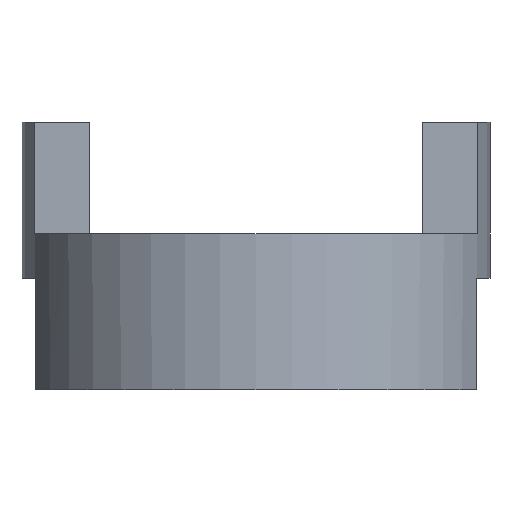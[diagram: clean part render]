
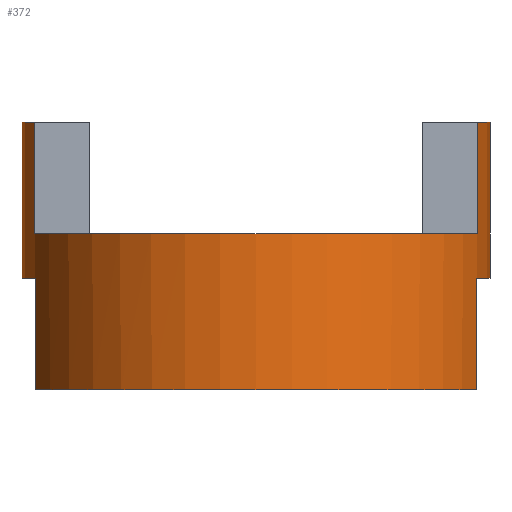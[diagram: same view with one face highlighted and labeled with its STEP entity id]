
A CAD part, left-side view. The second image highlights one B-rep face of the part: STEP entity #372.
In plain terms, the highlighted cylindrical face has radius 5.25 mm (diameter 10.5 mm), a full revolution.
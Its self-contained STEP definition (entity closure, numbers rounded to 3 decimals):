
#16=CYLINDRICAL_SURFACE('',#424,5.25);
#17=CIRCLE('',#390,5.25);
#19=CIRCLE('',#395,5.25);
#20=CIRCLE('',#396,5.25);
#23=CIRCLE('',#400,5.25);
#26=CIRCLE('',#404,5.25);
#32=CIRCLE('',#414,5.25);
#33=CIRCLE('',#418,5.25);
#34=CIRCLE('',#420,5.25);
#35=CIRCLE('',#422,5.25);
#36=CIRCLE('',#423,5.25);
#54=FACE_OUTER_BOUND('',#72,.T.);
#72=EDGE_LOOP('',(#319,#320,#321,#322,#323,#324,#325,#326,#327,#328,#329,
#330,#331,#332,#333,#334,#335,#336,#337,#338));
#76=LINE('',#546,#110);
#78=LINE('',#552,#112);
#84=LINE('',#567,#118);
#86=LINE('',#573,#120);
#96=LINE('',#615,#130);
#98=LINE('',#620,#132);
#102=LINE('',#629,#136);
#104=LINE('',#634,#138);
#106=LINE('',#645,#140);
#110=VECTOR('',#432,10.);
#112=VECTOR('',#436,10.);
#118=VECTOR('',#450,10.);
#120=VECTOR('',#454,10.);
#130=VECTOR('',#500,10.);
#132=VECTOR('',#504,10.);
#136=VECTOR('',#514,10.);
#138=VECTOR('',#518,10.);
#140=VECTOR('',#536,5.25);
#142=VERTEX_POINT('',#540);
#144=VERTEX_POINT('',#544);
#145=VERTEX_POINT('',#548);
#147=VERTEX_POINT('',#551);
#150=VERTEX_POINT('',#561);
#152=VERTEX_POINT('',#565);
#153=VERTEX_POINT('',#569);
#155=VERTEX_POINT('',#572);
#157=VERTEX_POINT('',#578);
#168=VERTEX_POINT('',#611);
#169=VERTEX_POINT('',#613);
#170=VERTEX_POINT('',#617);
#171=VERTEX_POINT('',#619);
#172=VERTEX_POINT('',#625);
#173=VERTEX_POINT('',#627);
#174=VERTEX_POINT('',#631);
#175=VERTEX_POINT('',#633);
#176=VERTEX_POINT('',#641);
#180=EDGE_CURVE('',#142,#144,#76,.T.);
#182=EDGE_CURVE('',#147,#145,#78,.T.);
#185=EDGE_CURVE('',#144,#147,#17,.T.);
#190=EDGE_CURVE('',#150,#152,#84,.T.);
#192=EDGE_CURVE('',#155,#153,#86,.T.);
#195=EDGE_CURVE('',#157,#155,#19,.T.);
#196=EDGE_CURVE('',#152,#157,#20,.T.);
#199=EDGE_CURVE('',#142,#153,#23,.T.);
#202=EDGE_CURVE('',#150,#145,#26,.T.);
#215=EDGE_CURVE('',#168,#169,#96,.T.);
#217=EDGE_CURVE('',#171,#170,#98,.T.);
#219=EDGE_CURVE('',#169,#171,#32,.T.);
#222=EDGE_CURVE('',#172,#173,#102,.T.);
#224=EDGE_CURVE('',#175,#174,#104,.T.);
#226=EDGE_CURVE('',#173,#175,#33,.T.);
#227=EDGE_CURVE('',#174,#168,#34,.T.);
#228=EDGE_CURVE('',#176,#172,#35,.T.);
#229=EDGE_CURVE('',#170,#176,#36,.T.);
#230=EDGE_CURVE('',#157,#176,#106,.T.);
#319=ORIENTED_EDGE('',*,*,#182,.T.);
#320=ORIENTED_EDGE('',*,*,#202,.F.);
#321=ORIENTED_EDGE('',*,*,#190,.T.);
#322=ORIENTED_EDGE('',*,*,#196,.T.);
#323=ORIENTED_EDGE('',*,*,#230,.T.);
#324=ORIENTED_EDGE('',*,*,#228,.T.);
#325=ORIENTED_EDGE('',*,*,#222,.T.);
#326=ORIENTED_EDGE('',*,*,#226,.T.);
#327=ORIENTED_EDGE('',*,*,#224,.T.);
#328=ORIENTED_EDGE('',*,*,#227,.T.);
#329=ORIENTED_EDGE('',*,*,#215,.T.);
#330=ORIENTED_EDGE('',*,*,#219,.T.);
#331=ORIENTED_EDGE('',*,*,#217,.T.);
#332=ORIENTED_EDGE('',*,*,#229,.T.);
#333=ORIENTED_EDGE('',*,*,#230,.F.);
#334=ORIENTED_EDGE('',*,*,#195,.T.);
#335=ORIENTED_EDGE('',*,*,#192,.T.);
#336=ORIENTED_EDGE('',*,*,#199,.F.);
#337=ORIENTED_EDGE('',*,*,#180,.T.);
#338=ORIENTED_EDGE('',*,*,#185,.T.);
#372=ADVANCED_FACE('',(#54),#16,.T.);
#390=AXIS2_PLACEMENT_3D('',#557,#441,#442);
#395=AXIS2_PLACEMENT_3D('',#579,#459,#460);
#396=AXIS2_PLACEMENT_3D('',#580,#461,#462);
#400=AXIS2_PLACEMENT_3D('',#585,#469,#470);
#404=AXIS2_PLACEMENT_3D('',#589,#477,#478);
#414=AXIS2_PLACEMENT_3D('',#623,#508,#509);
#418=AXIS2_PLACEMENT_3D('',#637,#522,#523);
#420=AXIS2_PLACEMENT_3D('',#639,#526,#527);
#422=AXIS2_PLACEMENT_3D('',#642,#530,#531);
#423=AXIS2_PLACEMENT_3D('',#643,#532,#533);
#424=AXIS2_PLACEMENT_3D('',#644,#534,#535);
#432=DIRECTION('',(0.,0.,-1.));
#436=DIRECTION('',(0.,0.,1.));
#441=DIRECTION('center_axis',(0.,0.,-1.));
#442=DIRECTION('ref_axis',(1.,0.,0.));
#450=DIRECTION('',(0.,0.,-1.));
#454=DIRECTION('',(0.,0.,1.));
#459=DIRECTION('center_axis',(0.,0.,-1.));
#460=DIRECTION('ref_axis',(1.,0.,0.));
#461=DIRECTION('center_axis',(0.,0.,-1.));
#462=DIRECTION('ref_axis',(1.,0.,0.));
#469=DIRECTION('center_axis',(0.,0.,1.));
#470=DIRECTION('ref_axis',(1.,0.,0.));
#477=DIRECTION('center_axis',(0.,0.,1.));
#478=DIRECTION('ref_axis',(1.,0.,0.));
#500=DIRECTION('',(0.,0.,1.));
#504=DIRECTION('',(0.,0.,-1.));
#508=DIRECTION('center_axis',(0.,0.,1.));
#509=DIRECTION('ref_axis',(1.,0.,0.));
#514=DIRECTION('',(0.,0.,1.));
#518=DIRECTION('',(0.,0.,-1.));
#522=DIRECTION('center_axis',(0.,0.,1.));
#523=DIRECTION('ref_axis',(1.,0.,0.));
#526=DIRECTION('center_axis',(0.,0.,1.));
#527=DIRECTION('ref_axis',(1.,0.,0.));
#530=DIRECTION('center_axis',(0.,0.,1.));
#531=DIRECTION('ref_axis',(1.,0.,0.));
#532=DIRECTION('center_axis',(0.,0.,1.));
#533=DIRECTION('ref_axis',(1.,0.,0.));
#534=DIRECTION('center_axis',(0.,0.,1.));
#535=DIRECTION('ref_axis',(1.,0.,0.));
#536=DIRECTION('',(0.,0.,-1.));
#540=CARTESIAN_POINT('',(1.7,4.967,6.));
#544=CARTESIAN_POINT('',(1.7,4.967,3.5));
#546=CARTESIAN_POINT('',(1.7,4.967,0.));
#548=CARTESIAN_POINT('',(1.7,-4.967,6.));
#551=CARTESIAN_POINT('',(1.7,-4.967,3.5));
#552=CARTESIAN_POINT('',(1.7,-4.967,0.));
#557=CARTESIAN_POINT('Origin',(0.,0.,3.5));
#561=CARTESIAN_POINT('',(-1.7,-4.967,6.));
#565=CARTESIAN_POINT('',(-1.7,-4.967,3.5));
#567=CARTESIAN_POINT('',(-1.7,-4.967,0.));
#569=CARTESIAN_POINT('',(-1.7,4.967,6.));
#572=CARTESIAN_POINT('',(-1.7,4.967,3.5));
#573=CARTESIAN_POINT('',(-1.7,4.967,0.));
#578=CARTESIAN_POINT('',(-5.25,0.,3.5));
#579=CARTESIAN_POINT('Origin',(0.,0.,3.5));
#580=CARTESIAN_POINT('Origin',(0.,0.,3.5));
#585=CARTESIAN_POINT('Origin',(0.,0.,6.));
#589=CARTESIAN_POINT('Origin',(0.,0.,6.));
#611=CARTESIAN_POINT('',(1.75,4.95,0.));
#613=CARTESIAN_POINT('',(1.75,4.95,2.5));
#615=CARTESIAN_POINT('',(1.75,4.95,0.));
#617=CARTESIAN_POINT('',(-1.75,4.95,0.));
#619=CARTESIAN_POINT('',(-1.75,4.95,2.5));
#620=CARTESIAN_POINT('',(-1.75,4.95,0.));
#623=CARTESIAN_POINT('Origin',(0.,0.,2.5));
#625=CARTESIAN_POINT('',(-1.75,-4.95,0.));
#627=CARTESIAN_POINT('',(-1.75,-4.95,2.5));
#629=CARTESIAN_POINT('',(-1.75,-4.95,0.));
#631=CARTESIAN_POINT('',(1.75,-4.95,0.));
#633=CARTESIAN_POINT('',(1.75,-4.95,2.5));
#634=CARTESIAN_POINT('',(1.75,-4.95,0.));
#637=CARTESIAN_POINT('Origin',(0.,0.,2.5));
#639=CARTESIAN_POINT('Origin',(0.,0.,0.));
#641=CARTESIAN_POINT('',(-5.25,0.,0.));
#642=CARTESIAN_POINT('Origin',(0.,0.,0.));
#643=CARTESIAN_POINT('Origin',(0.,0.,0.));
#644=CARTESIAN_POINT('Origin',(0.,0.,0.));
#645=CARTESIAN_POINT('',(-5.25,0.,0.));
